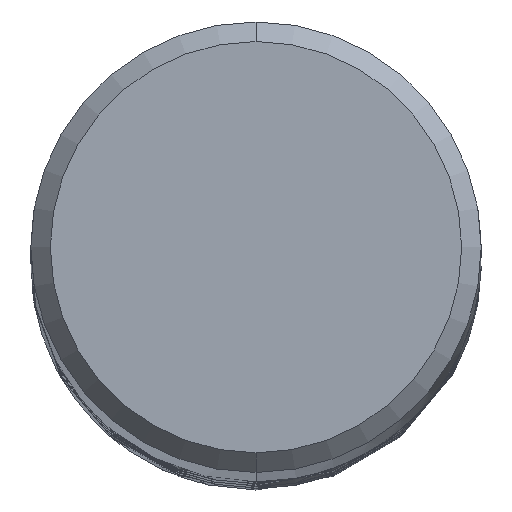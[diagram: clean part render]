
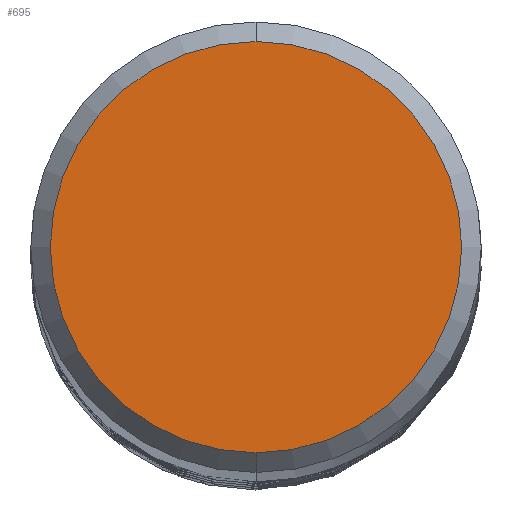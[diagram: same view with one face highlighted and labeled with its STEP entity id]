
A CAD part, top view. The second image highlights one B-rep face of the part: STEP entity #695.
In plain terms, the highlighted planar face has unit normal (0, 0, 1).
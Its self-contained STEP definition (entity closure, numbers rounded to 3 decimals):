
#461=VERTEX_POINT('',#1035);
#695=ADVANCED_FACE('',(#1289),#1290,.T.);
#733=EDGE_CURVE('',#805,#461,#1330,.T.);
#735=EDGE_CURVE('',#461,#805,#1332,.T.);
#805=VERTEX_POINT('',#1409);
#1035=CARTESIAN_POINT('',(0.0,1.05,0.0));
#1289=FACE_OUTER_BOUND('',#8731,.T.);
#1290=PLANE('',#8732);
#1330=CIRCLE('',#9455,1.05);
#1332=CIRCLE('',#9458,1.05);
#1409=CARTESIAN_POINT('',(0.,-1.05,0.0));
#8731=EDGE_LOOP('',(#11711,#11712));
#8732=AXIS2_PLACEMENT_3D('',#11713,#11714,#11715);
#9455=AXIS2_PLACEMENT_3D('',#11739,#11740,#11741);
#9458=AXIS2_PLACEMENT_3D('',#11742,#11743,#11744);
#11711=ORIENTED_EDGE('',*,*,#735,.F.);
#11712=ORIENTED_EDGE('',*,*,#733,.F.);
#11713=CARTESIAN_POINT('',(0.0,0.525,0.0));
#11714=DIRECTION('',(-0.0,0.0,1.0));
#11715=DIRECTION('',(0.0,-1.0,0.0));
#11739=CARTESIAN_POINT('',(0.0,0.0,0.0));
#11740=DIRECTION('',(0.0,0.0,-1.0));
#11741=DIRECTION('',(0.0,1.0,0.0));
#11742=CARTESIAN_POINT('',(0.0,0.0,0.0));
#11743=DIRECTION('',(0.0,0.0,-1.0));
#11744=DIRECTION('',(0.0,1.0,0.0));
